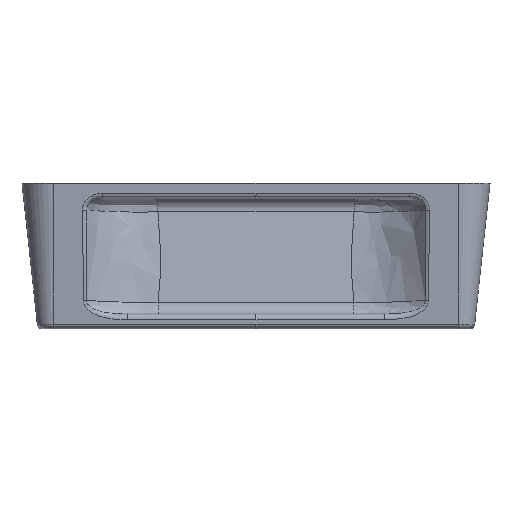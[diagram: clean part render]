
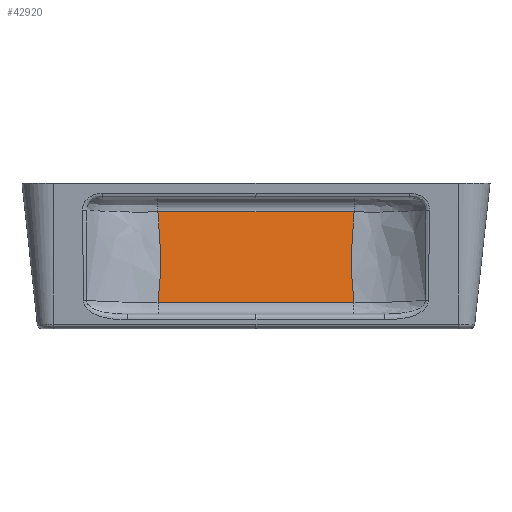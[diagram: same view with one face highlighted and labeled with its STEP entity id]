
A CAD part, top view. The second image highlights one B-rep face of the part: STEP entity #42920.
In plain terms, the highlighted planar face has unit normal (0, 0.108, 0.994).
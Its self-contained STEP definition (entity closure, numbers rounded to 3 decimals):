
#13760=CARTESIAN_POINT('',(-15.511,18.484,
-2.397));
#13770=VERTEX_POINT('',#13760);
#13820=CARTESIAN_POINT('',(-17.103,27.69,
-3.397));
#13830=CARTESIAN_POINT('',(-16.732,25.68,
-3.179));
#13840=CARTESIAN_POINT('',(-16.361,23.671,
-2.961));
#13850=CARTESIAN_POINT('',(-16.019,21.82,
-2.759));
#13860=CARTESIAN_POINT('',(-16.019,21.82,
-2.759));
#13870=CARTESIAN_POINT('',(-15.639,19.767,
-2.536));
#13880=CARTESIAN_POINT('',(-15.388,17.713,
-2.313));
#13890=CARTESIAN_POINT('',(-15.091,13.606,
-1.867));
#13900=CARTESIAN_POINT('',(-15.048,11.552,
-1.643));
#13910=CARTESIAN_POINT('',(-15.22,5.392,
-0.974));
#13920=CARTESIAN_POINT('',(-15.709,1.281,
-0.527));
#13930=CARTESIAN_POINT('',(-17.299,-4.746,
0.128));
#13940=CARTESIAN_POINT('',(-17.806,-6.67,
0.337));
#13950=CARTESIAN_POINT('',(-18.314,-8.594,
0.547));
#13960=(BOUNDED_CURVE() B_SPLINE_CURVE(3,(#13820,#13830,#13840,#13850,
#13860,#13870,#13880,#13890,#13900,#13910,#13920,#13930,#13940,#13950),
.UNSPECIFIED.,.F.,.F.) B_SPLINE_CURVE_WITH_KNOTS((4,2,2,2,2,2,4),(
0.006,0.012,0.012,
0.018,0.024,0.036,
0.042),.UNSPECIFIED.) CURVE() GEOMETRIC_REPRESENTATION_ITEM
() RATIONAL_B_SPLINE_CURVE((1.,1.,
1.,1.,1.,1.,
1.,1.,1.,1.,
1.,1.,1.,1.)) 
REPRESENTATION_ITEM(''));
#13970=CARTESIAN_POINT('',(-15.492,4.084,
-0.832));
#13980=VERTEX_POINT('',#13970);
#13990=EDGE_CURVE('',#13770,#13980,#13960,.T.);
#42510=CARTESIAN_POINT('',(-33.3,-0.042,-0.383)
);
#42520=DIRECTION('',(0.,-0.108,-0.994));
#42530=DIRECTION('',(0.,0.994,-0.108));
#42540=AXIS2_PLACEMENT_3D('',#42510,#42520,#42530);
#42550=PLANE('',#42540);
#42560=CARTESIAN_POINT('',(17.103,27.69,
-3.397));
#42570=CARTESIAN_POINT('',(16.732,25.68,
-3.179));
#42580=CARTESIAN_POINT('',(16.361,23.671,
-2.961));
#42590=CARTESIAN_POINT('',(16.019,21.82,
-2.759));
#42600=CARTESIAN_POINT('',(16.019,21.82,
-2.759));
#42610=CARTESIAN_POINT('',(15.639,19.767,
-2.536));
#42620=CARTESIAN_POINT('',(15.388,17.713,
-2.313));
#42630=CARTESIAN_POINT('',(15.091,13.606,
-1.867));
#42640=CARTESIAN_POINT('',(15.048,11.552,
-1.643));
#42650=CARTESIAN_POINT('',(15.22,5.392,
-0.974));
#42660=CARTESIAN_POINT('',(15.709,1.281,
-0.527));
#42670=CARTESIAN_POINT('',(17.299,-4.746,
0.128));
#42680=CARTESIAN_POINT('',(17.806,-6.67,
0.337));
#42690=CARTESIAN_POINT('',(18.314,-8.594,
0.547));
#42700=(BOUNDED_CURVE() B_SPLINE_CURVE(3,(#42560,#42570,#42580,#42590,
#42600,#42610,#42620,#42630,#42640,#42650,#42660,#42670,#42680,#42690),
.UNSPECIFIED.,.F.,.F.) B_SPLINE_CURVE_WITH_KNOTS((4,2,2,2,2,2,4),(
0.006,0.012,0.012,
0.018,0.024,0.036,
0.042),.UNSPECIFIED.) CURVE() GEOMETRIC_REPRESENTATION_ITEM
() RATIONAL_B_SPLINE_CURVE((1.,1.,
1.,1.,1.,1.,
1.,1.,1.,1.,
1.,1.,1.,1.)) 
REPRESENTATION_ITEM(''));
#42710=CARTESIAN_POINT('',(15.511,18.484,
-2.397));
#42720=VERTEX_POINT('',#42710);
#42730=CARTESIAN_POINT('',(15.492,4.084,
-0.832));
#42740=VERTEX_POINT('',#42730);
#42750=EDGE_CURVE('',#42720,#42740,#42700,.T.);
#42760=ORIENTED_EDGE('',*,*,#42750,.F.);
#42770=CARTESIAN_POINT('',(0.,4.084,-0.832));
#42780=DIRECTION('',(-1.,0.,0.));
#42790=VECTOR('',#42780,1.);
#42800=LINE('',#42770,#42790);
#42810=EDGE_CURVE('',#42740,#13980,#42800,.T.);
#42820=ORIENTED_EDGE('',*,*,#42810,.F.);
#42830=ORIENTED_EDGE('',*,*,#13990,.T.);
#42840=CARTESIAN_POINT('',(0.,18.484,-2.397));
#42850=DIRECTION('',(-1.,0.,0.));
#42860=VECTOR('',#42850,1.);
#42870=LINE('',#42840,#42860);
#42880=EDGE_CURVE('',#42720,#13770,#42870,.T.);
#42890=ORIENTED_EDGE('',*,*,#42880,.T.);
#42900=EDGE_LOOP('',(#42890,#42830,#42820,#42760));
#42910=FACE_OUTER_BOUND('',#42900,.T.);
#42920=ADVANCED_FACE('',(#42910),#42550,.F.);
